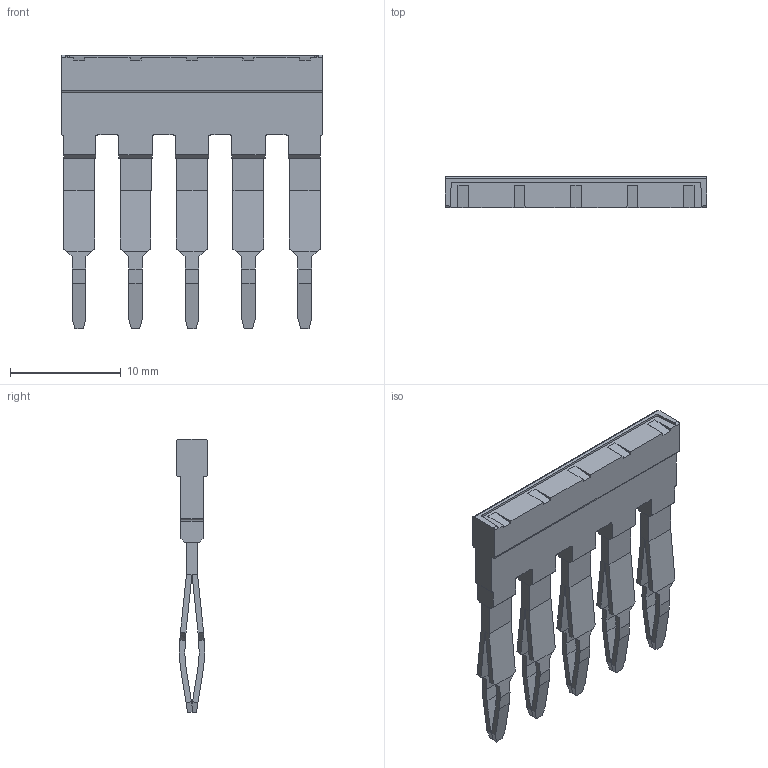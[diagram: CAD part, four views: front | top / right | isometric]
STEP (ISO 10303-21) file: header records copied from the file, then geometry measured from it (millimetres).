
FILE_DESCRIPTION(('CATIA V5 STEP Exchange','CAx-IF Rec.Pracs.--- Model Styling and Organization---1.4--- 2014-01-23'),'2;1');
FILE_NAME ('1373964-3_1', '2023-03-03T12:04:04+00:00', ('none'), ('Weidmueller'), 'CATIA Version 5-6 Release 2016 SP3 HF44', 'CATIA V5 STEP AP214', 'none');
FILE_SCHEMA(('AUTOMOTIVE_DESIGN { 1 0 10303 214 1 1 1 1 }'));
Length unit declared in the file: millimetre
Products named in the file (1): 2831700000
Bounding box: 23.6 x 2.8 x 24.72 mm (x, y, z)
Volume: 483.8 mm3; surface area: 1651.2 mm2
Topology: 6 solids, 6 shells, 305 faces, 876 edges, 570 vertices
Faces by surface type: plane 266, bspline 20, cylinder 19
Entity records: 9532 total; most frequent: CARTESIAN_POINT 2350, ORIENTED_EDGE 1752, DIRECTION 1053, EDGE_CURVE 876, VECTOR 713, LINE 713, VERTEX_POINT 570, EDGE_LOOP 310
